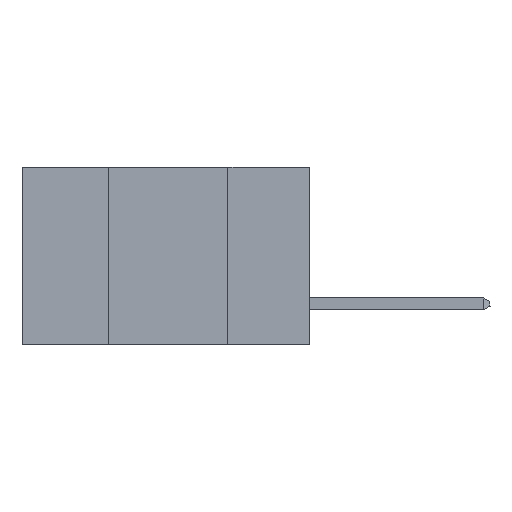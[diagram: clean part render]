
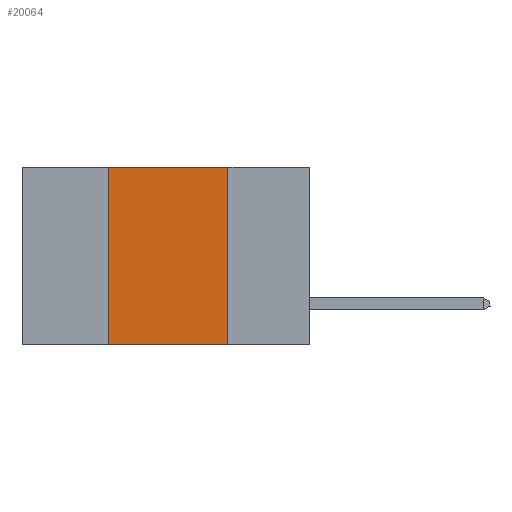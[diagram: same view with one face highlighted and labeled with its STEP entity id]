
A CAD part, left-side view. The second image highlights one B-rep face of the part: STEP entity #20064.
In plain terms, the highlighted planar face has unit normal (-1, 0, 0).
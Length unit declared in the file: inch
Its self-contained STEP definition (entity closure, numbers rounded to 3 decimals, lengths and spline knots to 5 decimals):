
#3095 = LINE ( 'NONE', #33532, #32136 ) ;
#4555 = CARTESIAN_POINT ( 'NONE',  ( 0., 0.42, -0.37 ) ) ;
#7892 = EDGE_CURVE ( 'NONE', #15262, #17249, #8299, .T. ) ;
#8299 = LINE ( 'NONE', #11952, #25557 ) ;
#11058 = DIRECTION ( 'NONE',  ( 1., 0., 0. ) ) ;
#11952 = CARTESIAN_POINT ( 'NONE',  ( 0., 0.17, 0. ) ) ;
#12966 = CARTESIAN_POINT ( 'NONE',  ( 0., 0.17, -0.37 ) ) ;
#13062 = DIRECTION ( 'NONE',  ( 0., -1., 0. ) ) ;
#13078 = VERTEX_POINT ( 'NONE', #4555 ) ;
#13094 = ORIENTED_EDGE ( 'NONE', *, *, #7892, .F. ) ;
#13669 = EDGE_CURVE ( 'NONE', #28296, #15262, #48194, .T. ) ;
#14894 = DIRECTION ( 'NONE',  ( 0., 0., -1. ) ) ;
#15262 = VERTEX_POINT ( 'NONE', #18184 ) ;
#15487 = DIRECTION ( 'NONE',  ( 0., 0., -1. ) ) ;
#17249 = VERTEX_POINT ( 'NONE', #12966 ) ;
#18184 = CARTESIAN_POINT ( 'NONE',  ( 0., 0.17, 0. ) ) ;
#18606 = LINE ( 'NONE', #46943, #35219 ) ;
#20064 = ADVANCED_FACE ( 'NONE', ( #38873 ), #27306, .F. ) ;
#21749 = DIRECTION ( 'NONE',  ( 0., 0., 1. ) ) ;
#22997 = EDGE_CURVE ( 'NONE', #13078, #28296, #3095, .T. ) ;
#23447 = ORIENTED_EDGE ( 'NONE', *, *, #42936, .T. ) ;
#24470 = VECTOR ( 'NONE', #13062, 39.37008 ) ;
#24944 = CARTESIAN_POINT ( 'NONE',  ( 0., 0.42, 0. ) ) ;
#25557 = VECTOR ( 'NONE', #15487, 39.37008 ) ;
#26335 = CARTESIAN_POINT ( 'NONE',  ( 0., 0.6, 0. ) ) ;
#27306 = PLANE ( 'NONE',  #39411 ) ;
#27421 = DIRECTION ( 'NONE',  ( 0., -1., 0. ) ) ;
#28296 = VERTEX_POINT ( 'NONE', #24944 ) ;
#28722 = CARTESIAN_POINT ( 'NONE',  ( 0., 0.6, 0. ) ) ;
#32136 = VECTOR ( 'NONE', #21749, 39.37008 ) ;
#33532 = CARTESIAN_POINT ( 'NONE',  ( 0., 0.42, 0. ) ) ;
#34220 = EDGE_LOOP ( 'NONE', ( #13094, #40260, #46647, #23447 ) ) ;
#35219 = VECTOR ( 'NONE', #27421, 39.37008 ) ;
#38873 = FACE_OUTER_BOUND ( 'NONE', #34220, .T. ) ;
#39411 = AXIS2_PLACEMENT_3D ( 'NONE', #26335, #11058, #14894 ) ;
#40260 = ORIENTED_EDGE ( 'NONE', *, *, #13669, .F. ) ;
#42936 = EDGE_CURVE ( 'NONE', #13078, #17249, #18606, .T. ) ;
#46647 = ORIENTED_EDGE ( 'NONE', *, *, #22997, .F. ) ;
#46943 = CARTESIAN_POINT ( 'NONE',  ( 0., 0.6, -0.37 ) ) ;
#48194 = LINE ( 'NONE', #28722, #24470 ) ;
